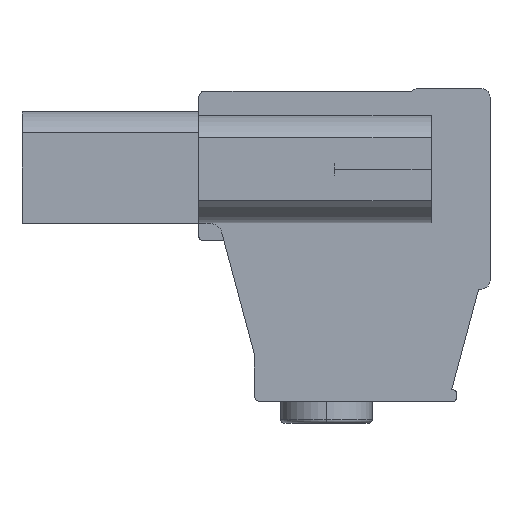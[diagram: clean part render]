
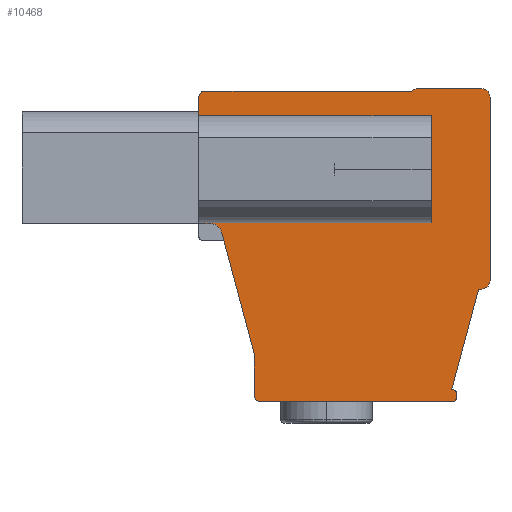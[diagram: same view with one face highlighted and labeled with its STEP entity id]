
A CAD part, front view. The second image highlights one B-rep face of the part: STEP entity #10468.
In plain terms, the highlighted planar face has unit normal (0, -1, 0).
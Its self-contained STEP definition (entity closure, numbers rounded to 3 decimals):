
#513=DIRECTION('',(0.,0.,-1.));
#514=VECTOR('',#513,1.55);
#515=CARTESIAN_POINT('',(0.,-81.12,5.8));
#516=LINE('',#515,#514);
#539=DIRECTION('',(0.,0.,-1.));
#540=VECTOR('',#539,0.05);
#541=CARTESIAN_POINT('',(0.,-81.12,-4.65));
#542=LINE('',#541,#540);
#1595=DIRECTION('',(0.,0.,-1.));
#1596=VECTOR('',#1595,1.);
#1597=CARTESIAN_POINT('',(19.3,-81.12,-3.65));
#1598=LINE('',#1597,#1596);
#1599=DIRECTION('',(-1.,0.,0.));
#1600=VECTOR('',#1599,13.2);
#1601=CARTESIAN_POINT('',(19.3,-81.12,3.25));
#1602=LINE('',#1601,#1600);
#1603=DIRECTION('',(0.,0.,-1.));
#1604=VECTOR('',#1603,1.);
#1605=CARTESIAN_POINT('',(19.3,-81.12,4.25));
#1606=LINE('',#1605,#1604);
#1607=DIRECTION('',(1.,0.,0.));
#1608=VECTOR('',#1607,19.3);
#1609=CARTESIAN_POINT('',(0.,-81.12,4.25));
#1610=LINE('',#1609,#1608);
#1611=CARTESIAN_POINT('',(0.5,-81.12,5.8));
#1612=DIRECTION('',(0.,1.,0.));
#1613=DIRECTION('',(-1.,0.,0.));
#1614=AXIS2_PLACEMENT_3D('',#1611,#1612,#1613);
#1616=DIRECTION('',(1.,0.,0.));
#1617=VECTOR('',#1616,17.204);
#1618=CARTESIAN_POINT('',(0.5,-81.12,6.3));
#1619=LINE('',#1618,#1617);
#1620=DIRECTION('',(0.866,0.,0.5));
#1621=VECTOR('',#1620,0.4);
#1622=CARTESIAN_POINT('',(17.704,-81.12,6.3));
#1623=LINE('',#1622,#1621);
#1624=DIRECTION('',(1.,0.,0.));
#1625=VECTOR('',#1624,5.45);
#1626=CARTESIAN_POINT('',(18.05,-81.12,6.5));
#1627=LINE('',#1626,#1625);
#1628=CARTESIAN_POINT('',(23.5,-81.12,5.8));
#1629=DIRECTION('',(0.,1.,0.));
#1630=DIRECTION('',(0.,0.,1.));
#1631=AXIS2_PLACEMENT_3D('',#1628,#1629,#1630);
#1633=CARTESIAN_POINT('',(23.5,-81.12,-9.45));
#1634=DIRECTION('',(0.,1.,0.));
#1635=DIRECTION('',(1.,0.,0.));
#1636=AXIS2_PLACEMENT_3D('',#1633,#1634,#1635);
#1638=DIRECTION('',(-1.,0.,0.));
#1639=VECTOR('',#1638,0.25);
#1640=CARTESIAN_POINT('',(23.5,-81.12,-10.15));
#1641=LINE('',#1640,#1639);
#1642=DIRECTION('',(-0.259,0.,-0.966));
#1643=VECTOR('',#1642,8.645);
#1644=CARTESIAN_POINT('',(23.25,-81.12,-10.15));
#1645=LINE('',#1644,#1643);
#1646=DIRECTION('',(1.,0.,0.));
#1647=VECTOR('',#1646,0.087);
#1648=CARTESIAN_POINT('',(21.013,-81.12,-18.5));
#1649=LINE('',#1648,#1647);
#1650=CARTESIAN_POINT('',(21.1,-81.12,-18.8));
#1651=DIRECTION('',(0.,1.,0.));
#1652=DIRECTION('',(0.,0.,1.));
#1653=AXIS2_PLACEMENT_3D('',#1650,#1651,#1652);
#1655=DIRECTION('',(0.,0.,-1.));
#1656=VECTOR('',#1655,0.4);
#1657=CARTESIAN_POINT('',(21.4,-81.12,-18.8));
#1658=LINE('',#1657,#1656);
#1659=CARTESIAN_POINT('',(21.1,-81.12,-19.2));
#1660=DIRECTION('',(0.,1.,0.));
#1661=DIRECTION('',(1.,0.,0.));
#1662=AXIS2_PLACEMENT_3D('',#1659,#1660,#1661);
#1664=DIRECTION('',(-1.,0.,0.));
#1665=VECTOR('',#1664,16.);
#1666=CARTESIAN_POINT('',(21.1,-81.12,-19.5));
#1667=LINE('',#1666,#1665);
#1668=CARTESIAN_POINT('',(5.1,-81.12,-19.));
#1669=DIRECTION('',(0.,1.,0.));
#1670=DIRECTION('',(0.,0.,-1.));
#1671=AXIS2_PLACEMENT_3D('',#1668,#1669,#1670);
#1673=DIRECTION('',(0.,0.,1.));
#1674=VECTOR('',#1673,3.478);
#1675=CARTESIAN_POINT('',(4.6,-81.12,-19.));
#1676=LINE('',#1675,#1674);
#1677=DIRECTION('',(-0.259,0.,0.966));
#1678=VECTOR('',#1677,10.436);
#1679=CARTESIAN_POINT('',(4.6,-81.12,-15.522));
#1680=LINE('',#1679,#1678);
#1681=CARTESIAN_POINT('',(0.933,-81.12,-5.7));
#1682=DIRECTION('',(0.,-1.,0.));
#1683=DIRECTION('',(0.966,0.,0.259));
#1684=AXIS2_PLACEMENT_3D('',#1681,#1682,#1683);
#1686=DIRECTION('',(-1.,0.,0.));
#1687=VECTOR('',#1686,0.933);
#1688=CARTESIAN_POINT('',(0.933,-81.12,-4.7));
#1689=LINE('',#1688,#1687);
#1690=DIRECTION('',(1.,0.,0.));
#1691=VECTOR('',#1690,19.3);
#1692=CARTESIAN_POINT('',(0.,-81.12,-4.65));
#1693=LINE('',#1692,#1691);
#1933=DIRECTION('',(-1.,0.,0.));
#1934=VECTOR('',#1933,13.2);
#1935=CARTESIAN_POINT('',(19.3,-81.12,-3.65));
#1936=LINE('',#1935,#1934);
#1958=DIRECTION('',(0.,0.,-1.));
#1959=VECTOR('',#1958,6.9);
#1960=CARTESIAN_POINT('',(6.1,-81.12,3.25));
#1961=LINE('',#1960,#1959);
#1998=DIRECTION('',(0.,0.,1.));
#1999=VECTOR('',#1998,15.25);
#2000=CARTESIAN_POINT('',(24.2,-81.12,-9.45));
#2001=LINE('',#2000,#1999);
#7014=CARTESIAN_POINT('',(24.2,-81.12,-9.45));
#7015=CARTESIAN_POINT('',(23.5,-81.12,-10.15));
#7016=VERTEX_POINT('',#7014);
#7017=VERTEX_POINT('',#7015);
#7018=CARTESIAN_POINT('',(23.25,-81.12,-10.15));
#7019=VERTEX_POINT('',#7018);
#7020=CARTESIAN_POINT('',(21.013,-81.12,-18.5));
#7021=VERTEX_POINT('',#7020);
#7022=CARTESIAN_POINT('',(21.1,-81.12,-18.5));
#7023=VERTEX_POINT('',#7022);
#7024=CARTESIAN_POINT('',(21.4,-81.12,-18.8));
#7025=VERTEX_POINT('',#7024);
#7026=CARTESIAN_POINT('',(21.4,-81.12,-19.2));
#7027=VERTEX_POINT('',#7026);
#7028=CARTESIAN_POINT('',(21.1,-81.12,-19.5));
#7029=VERTEX_POINT('',#7028);
#7030=CARTESIAN_POINT('',(5.1,-81.12,-19.5));
#7031=VERTEX_POINT('',#7030);
#7032=CARTESIAN_POINT('',(4.6,-81.12,-19.));
#7033=VERTEX_POINT('',#7032);
#7034=CARTESIAN_POINT('',(4.6,-81.12,-15.522));
#7035=VERTEX_POINT('',#7034);
#7036=CARTESIAN_POINT('',(1.899,-81.12,-5.441));
#7037=VERTEX_POINT('',#7036);
#7038=CARTESIAN_POINT('',(0.933,-81.12,-4.7));
#7039=VERTEX_POINT('',#7038);
#7040=CARTESIAN_POINT('',(0.,-81.12,5.8));
#7041=CARTESIAN_POINT('',(0.5,-81.12,6.3));
#7042=VERTEX_POINT('',#7040);
#7043=VERTEX_POINT('',#7041);
#7044=CARTESIAN_POINT('',(17.704,-81.12,6.3));
#7045=VERTEX_POINT('',#7044);
#7046=CARTESIAN_POINT('',(18.05,-81.12,6.5));
#7047=VERTEX_POINT('',#7046);
#7048=CARTESIAN_POINT('',(23.5,-81.12,6.5));
#7049=VERTEX_POINT('',#7048);
#7050=CARTESIAN_POINT('',(24.2,-81.12,5.8));
#7051=VERTEX_POINT('',#7050);
#7110=CARTESIAN_POINT('',(0.,-81.12,-4.7));
#7111=VERTEX_POINT('',#7110);
#8818=CARTESIAN_POINT('',(19.3,-81.12,-4.65));
#8819=VERTEX_POINT('',#8818);
#8820=CARTESIAN_POINT('',(19.3,-81.12,4.25));
#8821=VERTEX_POINT('',#8820);
#8822=CARTESIAN_POINT('',(0.,-81.12,-4.65));
#8823=VERTEX_POINT('',#8822);
#8824=CARTESIAN_POINT('',(0.,-81.12,4.25));
#8825=VERTEX_POINT('',#8824);
#8834=CARTESIAN_POINT('',(6.1,-81.12,-3.65));
#8836=VERTEX_POINT('',#8834);
#8840=CARTESIAN_POINT('',(6.1,-81.12,3.25));
#8841=VERTEX_POINT('',#8840);
#8842=CARTESIAN_POINT('',(19.3,-81.12,-3.65));
#8843=VERTEX_POINT('',#8842);
#8848=CARTESIAN_POINT('',(19.3,-81.12,3.25));
#8849=VERTEX_POINT('',#8848);
#10410=CARTESIAN_POINT('',(0.,-81.12,0.));
#10411=DIRECTION('',(0.,1.,0.));
#10412=DIRECTION('',(1.,0.,0.));
#10413=AXIS2_PLACEMENT_3D('',#10410,#10411,#10412);
#10414=PLANE('',#10413);
#10416=ORIENTED_EDGE('',*,*,#10415,.F.);
#10418=ORIENTED_EDGE('',*,*,#10417,.T.);
#10420=ORIENTED_EDGE('',*,*,#10419,.F.);
#10422=ORIENTED_EDGE('',*,*,#10421,.F.);
#10424=ORIENTED_EDGE('',*,*,#10423,.F.);
#10426=ORIENTED_EDGE('',*,*,#10425,.F.);
#10427=ORIENTED_EDGE('',*,*,#9520,.F.);
#10429=ORIENTED_EDGE('',*,*,#10428,.T.);
#10431=ORIENTED_EDGE('',*,*,#10430,.T.);
#10433=ORIENTED_EDGE('',*,*,#10432,.T.);
#10435=ORIENTED_EDGE('',*,*,#10434,.T.);
#10437=ORIENTED_EDGE('',*,*,#10436,.T.);
#10439=ORIENTED_EDGE('',*,*,#10438,.F.);
#10441=ORIENTED_EDGE('',*,*,#10440,.T.);
#10443=ORIENTED_EDGE('',*,*,#10442,.T.);
#10445=ORIENTED_EDGE('',*,*,#10444,.T.);
#10447=ORIENTED_EDGE('',*,*,#10446,.T.);
#10449=ORIENTED_EDGE('',*,*,#10448,.T.);
#10451=ORIENTED_EDGE('',*,*,#10450,.T.);
#10453=ORIENTED_EDGE('',*,*,#10452,.T.);
#10455=ORIENTED_EDGE('',*,*,#10454,.T.);
#10457=ORIENTED_EDGE('',*,*,#10456,.T.);
#10459=ORIENTED_EDGE('',*,*,#10458,.T.);
#10460=ORIENTED_EDGE('',*,*,#10316,.T.);
#10461=ORIENTED_EDGE('',*,*,#10380,.T.);
#10462=ORIENTED_EDGE('',*,*,#10118,.T.);
#10463=ORIENTED_EDGE('',*,*,#9532,.F.);
#10465=ORIENTED_EDGE('',*,*,#10464,.T.);
#10466=EDGE_LOOP('',(#10416,#10418,#10420,#10422,#10424,#10426,#10427,#10429,
#10431,#10433,#10435,#10437,#10439,#10441,#10443,#10445,#10447,#10449,#10451,
#10453,#10455,#10457,#10459,#10460,#10461,#10462,#10463,#10465));
#10467=FACE_OUTER_BOUND('',#10466,.F.);
#1615=CIRCLE('',#1614,0.5);
#1632=CIRCLE('',#1631,0.7);
#1637=CIRCLE('',#1636,0.7);
#1654=CIRCLE('',#1653,0.3);
#1663=CIRCLE('',#1662,0.3);
#1672=CIRCLE('',#1671,0.5);
#1685=CIRCLE('',#1684,1.);
#9520=EDGE_CURVE('',#7042,#8825,#516,.T.);
#9532=EDGE_CURVE('',#8823,#7111,#542,.T.);
#10118=EDGE_CURVE('',#7039,#7111,#1689,.T.);
#10316=EDGE_CURVE('',#7035,#7037,#1680,.T.);
#10380=EDGE_CURVE('',#7037,#7039,#1685,.T.);
#10415=EDGE_CURVE('',#8843,#8819,#1598,.T.);
#10417=EDGE_CURVE('',#8843,#8836,#1936,.T.);
#10419=EDGE_CURVE('',#8841,#8836,#1961,.T.);
#10421=EDGE_CURVE('',#8849,#8841,#1602,.T.);
#10423=EDGE_CURVE('',#8821,#8849,#1606,.T.);
#10425=EDGE_CURVE('',#8825,#8821,#1610,.T.);
#10428=EDGE_CURVE('',#7042,#7043,#1615,.T.);
#10430=EDGE_CURVE('',#7043,#7045,#1619,.T.);
#10432=EDGE_CURVE('',#7045,#7047,#1623,.T.);
#10434=EDGE_CURVE('',#7047,#7049,#1627,.T.);
#10436=EDGE_CURVE('',#7049,#7051,#1632,.T.);
#10438=EDGE_CURVE('',#7016,#7051,#2001,.T.);
#10440=EDGE_CURVE('',#7016,#7017,#1637,.T.);
#10442=EDGE_CURVE('',#7017,#7019,#1641,.T.);
#10444=EDGE_CURVE('',#7019,#7021,#1645,.T.);
#10446=EDGE_CURVE('',#7021,#7023,#1649,.T.);
#10448=EDGE_CURVE('',#7023,#7025,#1654,.T.);
#10450=EDGE_CURVE('',#7025,#7027,#1658,.T.);
#10452=EDGE_CURVE('',#7027,#7029,#1663,.T.);
#10454=EDGE_CURVE('',#7029,#7031,#1667,.T.);
#10456=EDGE_CURVE('',#7031,#7033,#1672,.T.);
#10458=EDGE_CURVE('',#7033,#7035,#1676,.T.);
#10464=EDGE_CURVE('',#8823,#8819,#1693,.T.);
#10468=ADVANCED_FACE('',(#10467),#10414,.F.);
